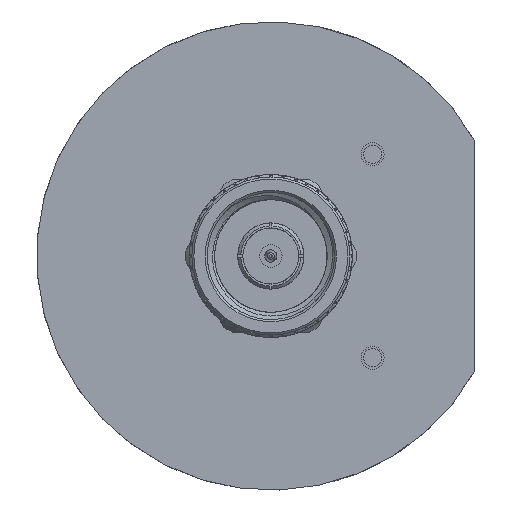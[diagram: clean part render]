
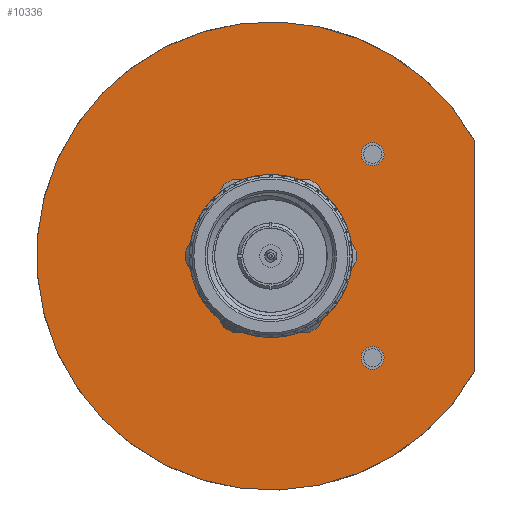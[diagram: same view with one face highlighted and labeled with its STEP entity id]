
A CAD part, left-side view. The second image highlights one B-rep face of the part: STEP entity #10336.
In plain terms, the highlighted planar face has unit normal (-1, 0, 0).
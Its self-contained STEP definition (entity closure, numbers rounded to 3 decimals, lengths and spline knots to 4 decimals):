
#1037 = FACE_BOUND ( 'NONE', #14441, .T. ) ;
#4265 = AXIS2_PLACEMENT_3D ( 'NONE', #23275, #42010, #37518 ) ;
#4871 = DIRECTION ( 'NONE',  ( 0., 0., -1. ) ) ;
#5219 = VECTOR ( 'NONE', #4871, 39.3701 ) ;
#6183 = PLANE ( 'NONE',  #23582 ) ;
#6488 = FACE_OUTER_BOUND ( 'NONE', #58433, .T. ) ;
#6566 = EDGE_LOOP ( 'NONE', ( #59461 ) ) ;
#7733 = ORIENTED_EDGE ( 'NONE', *, *, #10052, .F. ) ;
#10018 = VERTEX_POINT ( 'NONE', #32994 ) ;
#10052 = EDGE_CURVE ( 'NONE', #10018, #10018, #30366, .T. ) ;
#10336 = ADVANCED_FACE ( 'NONE', ( #19197, #1037, #52100, #6488 ), #6183, .T. ) ;
#12608 = EDGE_LOOP ( 'NONE', ( #22053 ) ) ;
#13012 = VERTEX_POINT ( 'NONE', #45628 ) ;
#13387 = LINE ( 'NONE', #22731, #5219 ) ;
#13687 = EDGE_CURVE ( 'NONE', #25719, #25719, #59694, .T. ) ;
#14441 = EDGE_LOOP ( 'NONE', ( #7733 ) ) ;
#16255 = DIRECTION ( 'NONE',  ( -1., 0., 0. ) ) ;
#19197 = FACE_BOUND ( 'NONE', #6566, .T. ) ;
#19800 = CARTESIAN_POINT ( 'NONE',  ( -1.335, 0., 0. ) ) ;
#22053 = ORIENTED_EDGE ( 'NONE', *, *, #13687, .F. ) ;
#22731 = CARTESIAN_POINT ( 'NONE',  ( -1.335, -1., 0. ) ) ;
#23275 = CARTESIAN_POINT ( 'NONE',  ( -1.335, -0.5, -0.5 ) ) ;
#23582 = AXIS2_PLACEMENT_3D ( 'NONE', #19800, #47888, #52403 ) ;
#24611 = DIRECTION ( 'NONE',  ( -1., 0., 0. ) ) ;
#25719 = VERTEX_POINT ( 'NONE', #57410 ) ;
#26169 = DIRECTION ( 'NONE',  ( -1., 0., 0. ) ) ;
#26336 = CIRCLE ( 'NONE', #56173, 1.15 ) ;
#26821 = EDGE_CURVE ( 'NONE', #34401, #39877, #13387, .T. ) ;
#27320 = AXIS2_PLACEMENT_3D ( 'NONE', #57647, #16255, #43762 ) ;
#27523 = CARTESIAN_POINT ( 'NONE',  ( -1.335, -1., -0.5679 ) ) ;
#30366 = CIRCLE ( 'NONE', #4265, 0.056 ) ;
#31142 = CARTESIAN_POINT ( 'NONE',  ( -1.335, -1., 0.5679 ) ) ;
#32994 = CARTESIAN_POINT ( 'NONE',  ( -1.335, -0.5, -0.444 ) ) ;
#33687 = AXIS2_PLACEMENT_3D ( 'NONE', #51794, #24611, #43046 ) ;
#34401 = VERTEX_POINT ( 'NONE', #31142 ) ;
#34655 = CARTESIAN_POINT ( 'NONE',  ( -1.335, 0., 0. ) ) ;
#35562 = DIRECTION ( 'NONE',  ( 0., -1., 0. ) ) ;
#37518 = DIRECTION ( 'NONE',  ( 0., 0., 1. ) ) ;
#39214 = ORIENTED_EDGE ( 'NONE', *, *, #26821, .F. ) ;
#39877 = VERTEX_POINT ( 'NONE', #27523 ) ;
#42010 = DIRECTION ( 'NONE',  ( -1., 0., 0. ) ) ;
#43046 = DIRECTION ( 'NONE',  ( 0., 0., 1. ) ) ;
#43762 = DIRECTION ( 'NONE',  ( 0., -1., 0. ) ) ;
#44323 = EDGE_CURVE ( 'NONE', #13012, #13012, #56348, .T. ) ;
#45628 = CARTESIAN_POINT ( 'NONE',  ( -1.335, -0.1491, 0. ) ) ;
#46420 = EDGE_CURVE ( 'NONE', #34401, #39877, #26336, .T. ) ;
#47888 = DIRECTION ( 'NONE',  ( -1., 0., 0. ) ) ;
#51794 = CARTESIAN_POINT ( 'NONE',  ( -1.335, -0.5, 0.5 ) ) ;
#52100 = FACE_BOUND ( 'NONE', #12608, .T. ) ;
#52403 = DIRECTION ( 'NONE',  ( 0., 1., 0. ) ) ;
#56173 = AXIS2_PLACEMENT_3D ( 'NONE', #34655, #26169, #35562 ) ;
#56348 = CIRCLE ( 'NONE', #27320, 0.1491 ) ;
#57410 = CARTESIAN_POINT ( 'NONE',  ( -1.335, -0.5, 0.556 ) ) ;
#57647 = CARTESIAN_POINT ( 'NONE',  ( -1.335, 0., 0. ) ) ;
#58433 = EDGE_LOOP ( 'NONE', ( #39214, #58578 ) ) ;
#58578 = ORIENTED_EDGE ( 'NONE', *, *, #46420, .T. ) ;
#59461 = ORIENTED_EDGE ( 'NONE', *, *, #44323, .F. ) ;
#59694 = CIRCLE ( 'NONE', #33687, 0.056 ) ;
